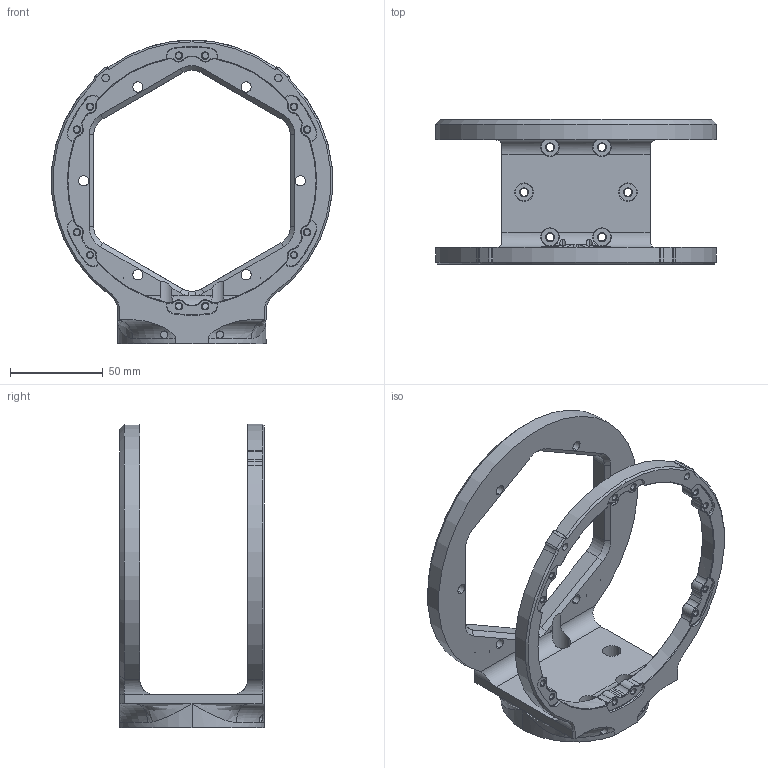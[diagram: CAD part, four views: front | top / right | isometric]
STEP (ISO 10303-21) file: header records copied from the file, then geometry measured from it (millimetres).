
FILE_DESCRIPTION (( 'STEP AP203' ), '1' );
FILE_NAME ('TA00-12-02-0002萱欯萇儂盓傅殤.step', '2025-06-04T07:57:06', ( '' ), ( 'HP' ), 'SwSTEP 2.0', 'SolidWorks 2023', '' );
FILE_SCHEMA (( 'CONFIG_CONTROL_DESIGN' ));
Length unit declared in the file: millimetre
Products named in the file (1): TA00-12-02-0002俯仰电机支撑架
Bounding box: 151.5 x 78 x 164 mm (x, y, z)
Volume: 197089.6 mm3; surface area: 59481.1 mm2
Topology: 1 solids, 1 shells, 633 faces, 1566 edges, 920 vertices
Faces by surface type: cone 244, cylinder 231, plane 91, torus 44, bspline 23
Entity records: 21390 total; most frequent: CARTESIAN_POINT 6196, DIRECTION 3369, ORIENTED_EDGE 3084, EDGE_CURVE 1542, AXIS2_PLACEMENT_3D 1367, VERTEX_POINT 920, CIRCLE 756, EDGE_LOOP 698
